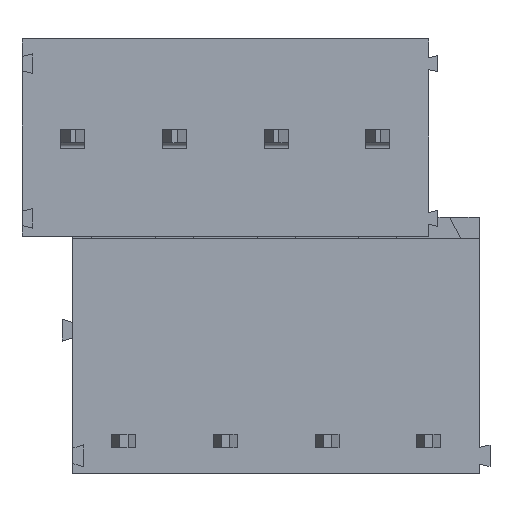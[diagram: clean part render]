
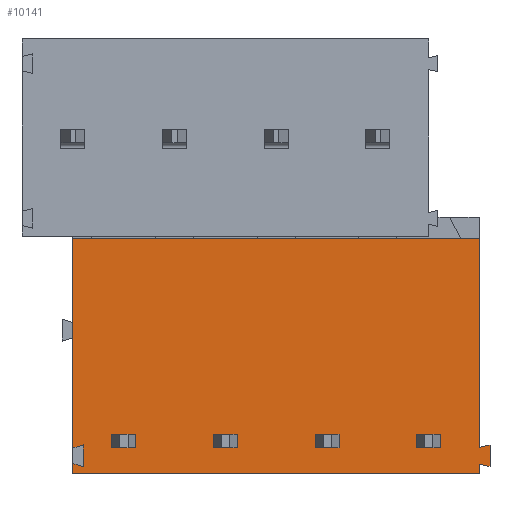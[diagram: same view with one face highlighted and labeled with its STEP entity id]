
A CAD part, front view. The second image highlights one B-rep face of the part: STEP entity #10141.
In plain terms, the highlighted planar face has unit normal (0, -1, 0).
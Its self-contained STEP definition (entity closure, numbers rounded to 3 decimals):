
#2849=DIRECTION('',(1.,0.,0.));
#2850=VECTOR('',#2849,15.24);
#2851=CARTESIAN_POINT('',(13.685,0.,-7.49));
#2852=LINE('',#2851,#2850);
#2853=DIRECTION('',(0.,0.,-1.));
#2854=VECTOR('',#2853,7.82);
#2855=CARTESIAN_POINT('',(28.925,0.,-7.49));
#2856=LINE('',#2855,#2854);
#2857=DIRECTION('',(-0.981,0.,-0.196));
#2858=VECTOR('',#2857,0.408);
#2859=CARTESIAN_POINT('',(29.325,0.,-15.23));
#2860=LINE('',#2859,#2858);
#2861=DIRECTION('',(0.981,0.,-0.196));
#2862=VECTOR('',#2861,0.408);
#2863=CARTESIAN_POINT('',(28.925,0.,-15.95));
#2864=LINE('',#2863,#2862);
#2865=DIRECTION('',(0.,0.,-1.));
#2866=VECTOR('',#2865,0.33);
#2867=CARTESIAN_POINT('',(28.925,0.,-15.95));
#2868=LINE('',#2867,#2866);
#2869=DIRECTION('',(1.,0.,0.));
#2870=VECTOR('',#2869,15.24);
#2871=CARTESIAN_POINT('',(13.685,0.,-16.28));
#2872=LINE('',#2871,#2870);
#2873=DIRECTION('',(0.,0.,1.));
#2874=VECTOR('',#2873,0.36);
#2875=CARTESIAN_POINT('',(13.685,0.,-16.28));
#2876=LINE('',#2875,#2874);
#2877=DIRECTION('',(0.958,0.,-0.287));
#2878=VECTOR('',#2877,0.418);
#2879=CARTESIAN_POINT('',(13.685,0.,-15.92));
#2880=LINE('',#2879,#2878);
#2881=DIRECTION('',(-0.958,0.,-0.287));
#2882=VECTOR('',#2881,0.418);
#2883=CARTESIAN_POINT('',(14.085,0.,-15.22));
#2884=LINE('',#2883,#2882);
#2885=DIRECTION('',(0.,0.,1.));
#2886=VECTOR('',#2885,7.85);
#2887=CARTESIAN_POINT('',(13.685,0.,-15.34));
#2888=LINE('',#2887,#2886);
#2889=DIRECTION('',(1.,0.,0.));
#2890=VECTOR('',#2889,0.9);
#2891=CARTESIAN_POINT('',(26.575,0.,-15.33));
#2892=LINE('',#2891,#2890);
#2893=DIRECTION('',(0.,0.,1.));
#2894=VECTOR('',#2893,0.5);
#2895=CARTESIAN_POINT('',(27.475,0.,-15.33));
#2896=LINE('',#2895,#2894);
#2897=DIRECTION('',(1.,0.,0.));
#2898=VECTOR('',#2897,0.9);
#2899=CARTESIAN_POINT('',(26.575,0.,-14.83));
#2900=LINE('',#2899,#2898);
#2901=DIRECTION('',(0.,0.,1.));
#2902=VECTOR('',#2901,0.5);
#2903=CARTESIAN_POINT('',(26.575,0.,-15.33));
#2904=LINE('',#2903,#2902);
#2905=DIRECTION('',(-1.,0.,0.));
#2906=VECTOR('',#2905,0.9);
#2907=CARTESIAN_POINT('',(16.045,0.,-15.33));
#2908=LINE('',#2907,#2906);
#2909=DIRECTION('',(0.,0.,1.));
#2910=VECTOR('',#2909,0.5);
#2911=CARTESIAN_POINT('',(16.045,0.,-15.33));
#2912=LINE('',#2911,#2910);
#2913=DIRECTION('',(1.,0.,0.));
#2914=VECTOR('',#2913,0.9);
#2915=CARTESIAN_POINT('',(15.145,0.,-14.83));
#2916=LINE('',#2915,#2914);
#2917=DIRECTION('',(0.,0.,1.));
#2918=VECTOR('',#2917,0.5);
#2919=CARTESIAN_POINT('',(15.145,0.,-15.33));
#2920=LINE('',#2919,#2918);
#2921=DIRECTION('',(-1.,0.,0.));
#2922=VECTOR('',#2921,0.9);
#2923=CARTESIAN_POINT('',(19.855,0.,-15.33));
#2924=LINE('',#2923,#2922);
#2925=DIRECTION('',(0.,0.,1.));
#2926=VECTOR('',#2925,0.5);
#2927=CARTESIAN_POINT('',(19.855,0.,-15.33));
#2928=LINE('',#2927,#2926);
#2929=DIRECTION('',(1.,0.,0.));
#2930=VECTOR('',#2929,0.9);
#2931=CARTESIAN_POINT('',(18.955,0.,-14.83));
#2932=LINE('',#2931,#2930);
#2933=DIRECTION('',(0.,0.,1.));
#2934=VECTOR('',#2933,0.5);
#2935=CARTESIAN_POINT('',(18.955,0.,-15.33));
#2936=LINE('',#2935,#2934);
#2937=DIRECTION('',(-1.,0.,0.));
#2938=VECTOR('',#2937,0.9);
#2939=CARTESIAN_POINT('',(23.665,0.,-15.33));
#2940=LINE('',#2939,#2938);
#2941=DIRECTION('',(0.,0.,1.));
#2942=VECTOR('',#2941,0.5);
#2943=CARTESIAN_POINT('',(23.665,0.,-15.33));
#2944=LINE('',#2943,#2942);
#2945=DIRECTION('',(1.,0.,0.));
#2946=VECTOR('',#2945,0.9);
#2947=CARTESIAN_POINT('',(22.765,0.,-14.83));
#2948=LINE('',#2947,#2946);
#2949=DIRECTION('',(0.,0.,1.));
#2950=VECTOR('',#2949,0.5);
#2951=CARTESIAN_POINT('',(22.765,0.,-15.33));
#2952=LINE('',#2951,#2950);
#3884=DIRECTION('',(0.,0.,-1.));
#3885=VECTOR('',#3884,0.8);
#3886=CARTESIAN_POINT('',(29.325,0.,-15.23));
#3887=LINE('',#3886,#3885);
#4627=DIRECTION('',(0.,0.,-1.));
#4628=VECTOR('',#4627,0.82);
#4629=CARTESIAN_POINT('',(14.085,0.,-15.22));
#4630=LINE('',#4629,#4628);
#5285=CARTESIAN_POINT('',(13.685,0.,-16.28));
#5286=VERTEX_POINT('',#5285);
#5321=CARTESIAN_POINT('',(13.685,0.,-15.92));
#5322=CARTESIAN_POINT('',(14.085,0.,-16.04));
#5323=VERTEX_POINT('',#5321);
#5324=VERTEX_POINT('',#5322);
#5325=CARTESIAN_POINT('',(14.085,0.,-15.22));
#5326=CARTESIAN_POINT('',(13.685,0.,-15.34));
#5327=VERTEX_POINT('',#5325);
#5328=VERTEX_POINT('',#5326);
#5365=CARTESIAN_POINT('',(15.145,0.,-15.33));
#5366=CARTESIAN_POINT('',(15.145,0.,-14.83));
#5367=VERTEX_POINT('',#5365);
#5368=VERTEX_POINT('',#5366);
#5585=CARTESIAN_POINT('',(16.045,0.,-15.33));
#5586=CARTESIAN_POINT('',(16.045,0.,-14.83));
#5587=VERTEX_POINT('',#5585);
#5588=VERTEX_POINT('',#5586);
#5597=CARTESIAN_POINT('',(18.955,0.,-15.33));
#5598=VERTEX_POINT('',#5597);
#5599=CARTESIAN_POINT('',(18.955,0.,-14.83));
#5600=VERTEX_POINT('',#5599);
#5847=CARTESIAN_POINT('',(19.855,0.,-15.33));
#5848=CARTESIAN_POINT('',(19.855,0.,-14.83));
#5849=VERTEX_POINT('',#5847);
#5850=VERTEX_POINT('',#5848);
#5859=CARTESIAN_POINT('',(22.765,0.,-15.33));
#5860=VERTEX_POINT('',#5859);
#5861=CARTESIAN_POINT('',(22.765,0.,-14.83));
#5862=VERTEX_POINT('',#5861);
#6115=CARTESIAN_POINT('',(28.925,0.,-16.28));
#6116=VERTEX_POINT('',#6115);
#6125=CARTESIAN_POINT('',(28.925,0.,-7.49));
#6126=VERTEX_POINT('',#6125);
#6141=CARTESIAN_POINT('',(28.925,0.,-15.95));
#6142=VERTEX_POINT('',#6141);
#6143=CARTESIAN_POINT('',(28.925,0.,-15.31));
#6144=VERTEX_POINT('',#6143);
#6265=CARTESIAN_POINT('',(23.665,0.,-15.33));
#6266=VERTEX_POINT('',#6265);
#6267=CARTESIAN_POINT('',(23.665,0.,-14.83));
#6268=VERTEX_POINT('',#6267);
#6297=CARTESIAN_POINT('',(26.575,0.,-15.33));
#6298=VERTEX_POINT('',#6297);
#6299=CARTESIAN_POINT('',(27.475,0.,-15.33));
#6300=VERTEX_POINT('',#6299);
#6301=CARTESIAN_POINT('',(26.575,0.,-14.83));
#6302=VERTEX_POINT('',#6301);
#6303=CARTESIAN_POINT('',(27.475,0.,-14.83));
#6304=VERTEX_POINT('',#6303);
#6359=CARTESIAN_POINT('',(29.325,0.,-16.03));
#6360=VERTEX_POINT('',#6359);
#6361=CARTESIAN_POINT('',(29.325,0.,-15.23));
#6362=VERTEX_POINT('',#6361);
#6417=CARTESIAN_POINT('',(13.685,0.,-7.49));
#6418=VERTEX_POINT('',#6417);
#10071=CARTESIAN_POINT('',(19.4,0.,-11.48));
#10072=DIRECTION('',(0.,1.,0.));
#10073=DIRECTION('',(1.,0.,0.));
#10074=AXIS2_PLACEMENT_3D('',#10071,#10072,#10073);
#10075=PLANE('',#10074);
#10077=ORIENTED_EDGE('',*,*,#10076,.T.);
#10079=ORIENTED_EDGE('',*,*,#10078,.T.);
#10081=ORIENTED_EDGE('',*,*,#10080,.F.);
#10083=ORIENTED_EDGE('',*,*,#10082,.T.);
#10085=ORIENTED_EDGE('',*,*,#10084,.F.);
#10087=ORIENTED_EDGE('',*,*,#10086,.T.);
#10088=ORIENTED_EDGE('',*,*,#10029,.F.);
#10090=ORIENTED_EDGE('',*,*,#10089,.T.);
#10092=ORIENTED_EDGE('',*,*,#10091,.T.);
#10094=ORIENTED_EDGE('',*,*,#10093,.F.);
#10096=ORIENTED_EDGE('',*,*,#10095,.T.);
#10098=ORIENTED_EDGE('',*,*,#10097,.T.);
#10099=EDGE_LOOP('',(#10077,#10079,#10081,#10083,#10085,#10087,#10088,#10090,
#10092,#10094,#10096,#10098));
#10100=FACE_OUTER_BOUND('',#10099,.F.);
#10102=ORIENTED_EDGE('',*,*,#10101,.T.);
#10104=ORIENTED_EDGE('',*,*,#10103,.T.);
#10106=ORIENTED_EDGE('',*,*,#10105,.F.);
#10108=ORIENTED_EDGE('',*,*,#10107,.F.);
#10109=EDGE_LOOP('',(#10102,#10104,#10106,#10108));
#10110=FACE_BOUND('',#10109,.F.);
#10112=ORIENTED_EDGE('',*,*,#10111,.F.);
#10114=ORIENTED_EDGE('',*,*,#10113,.T.);
#10116=ORIENTED_EDGE('',*,*,#10115,.F.);
#10118=ORIENTED_EDGE('',*,*,#10117,.F.);
#10119=EDGE_LOOP('',(#10112,#10114,#10116,#10118));
#10120=FACE_BOUND('',#10119,.F.);
#10122=ORIENTED_EDGE('',*,*,#10121,.F.);
#10124=ORIENTED_EDGE('',*,*,#10123,.T.);
#10126=ORIENTED_EDGE('',*,*,#10125,.F.);
#10128=ORIENTED_EDGE('',*,*,#10127,.F.);
#10129=EDGE_LOOP('',(#10122,#10124,#10126,#10128));
#10130=FACE_BOUND('',#10129,.F.);
#10132=ORIENTED_EDGE('',*,*,#10131,.F.);
#10134=ORIENTED_EDGE('',*,*,#10133,.T.);
#10136=ORIENTED_EDGE('',*,*,#10135,.F.);
#10138=ORIENTED_EDGE('',*,*,#10137,.F.);
#10139=EDGE_LOOP('',(#10132,#10134,#10136,#10138));
#10140=FACE_BOUND('',#10139,.F.);
#10141=ADVANCED_FACE('',(#10100,#10110,#10120,#10130,#10140),#10075,.F.);
#10029=EDGE_CURVE('',#5286,#6116,#2872,.T.);
#10076=EDGE_CURVE('',#6418,#6126,#2852,.T.);
#10078=EDGE_CURVE('',#6126,#6144,#2856,.T.);
#10080=EDGE_CURVE('',#6362,#6144,#2860,.T.);
#10082=EDGE_CURVE('',#6362,#6360,#3887,.T.);
#10084=EDGE_CURVE('',#6142,#6360,#2864,.T.);
#10086=EDGE_CURVE('',#6142,#6116,#2868,.T.);
#10089=EDGE_CURVE('',#5286,#5323,#2876,.T.);
#10091=EDGE_CURVE('',#5323,#5324,#2880,.T.);
#10093=EDGE_CURVE('',#5327,#5324,#4630,.T.);
#10095=EDGE_CURVE('',#5327,#5328,#2884,.T.);
#10097=EDGE_CURVE('',#5328,#6418,#2888,.T.);
#10101=EDGE_CURVE('',#6298,#6300,#2892,.T.);
#10103=EDGE_CURVE('',#6300,#6304,#2896,.T.);
#10105=EDGE_CURVE('',#6302,#6304,#2900,.T.);
#10107=EDGE_CURVE('',#6298,#6302,#2904,.T.);
#10111=EDGE_CURVE('',#5587,#5367,#2908,.T.);
#10113=EDGE_CURVE('',#5587,#5588,#2912,.T.);
#10115=EDGE_CURVE('',#5368,#5588,#2916,.T.);
#10117=EDGE_CURVE('',#5367,#5368,#2920,.T.);
#10121=EDGE_CURVE('',#5849,#5598,#2924,.T.);
#10123=EDGE_CURVE('',#5849,#5850,#2928,.T.);
#10125=EDGE_CURVE('',#5600,#5850,#2932,.T.);
#10127=EDGE_CURVE('',#5598,#5600,#2936,.T.);
#10131=EDGE_CURVE('',#6266,#5860,#2940,.T.);
#10133=EDGE_CURVE('',#6266,#6268,#2944,.T.);
#10135=EDGE_CURVE('',#5862,#6268,#2948,.T.);
#10137=EDGE_CURVE('',#5860,#5862,#2952,.T.);
